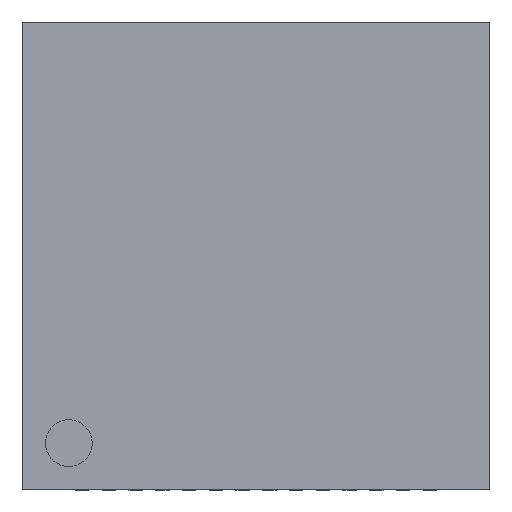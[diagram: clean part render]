
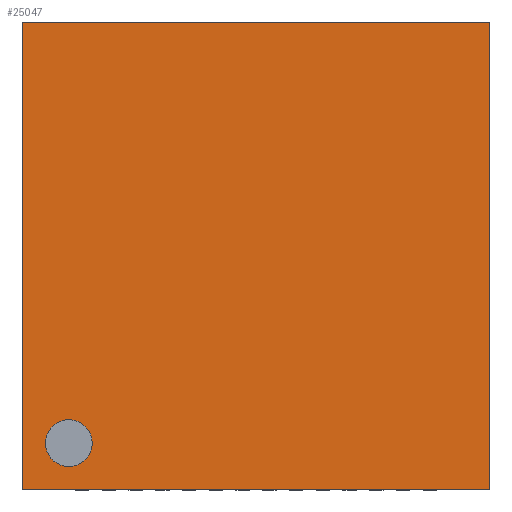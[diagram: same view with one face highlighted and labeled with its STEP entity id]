
A CAD part, top view. The second image highlights one B-rep face of the part: STEP entity #25047.
In plain terms, the highlighted planar face has unit normal (0, 0, 1).
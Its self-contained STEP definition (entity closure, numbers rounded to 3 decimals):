
#372 = AXIS2_PLACEMENT_3D ( 'NONE', #36147, #29276, #1073 ) ;
#1073 = DIRECTION ( 'NONE',  ( 0., 1., 0. ) ) ;
#1509 = CARTESIAN_POINT ( 'NONE',  ( -3.5, -3.5, 0.85 ) ) ;
#1519 = CARTESIAN_POINT ( 'NONE',  ( 3.5, 3.5, 0.85 ) ) ;
#2006 = VERTEX_POINT ( 'NONE', #22403 ) ;
#2394 = ORIENTED_EDGE ( 'NONE', *, *, #9607, .T. ) ;
#2690 = EDGE_LOOP ( 'NONE', ( #13547, #2394, #27491, #14655 ) ) ;
#3349 = EDGE_CURVE ( 'NONE', #23519, #37218, #15700, .T. ) ;
#3615 = FACE_OUTER_BOUND ( 'NONE', #2690, .T. ) ;
#4318 = VERTEX_POINT ( 'NONE', #23168 ) ;
#4870 = EDGE_CURVE ( 'NONE', #37218, #2006, #13924, .T. ) ;
#6007 = LINE ( 'NONE', #9311, #15970 ) ;
#6835 = CIRCLE ( 'NONE', #7485, 0.35 ) ;
#6907 = DIRECTION ( 'NONE',  ( -1., 0., 0. ) ) ;
#6991 = DIRECTION ( 'NONE',  ( 0., 1., 0. ) ) ;
#7485 = AXIS2_PLACEMENT_3D ( 'NONE', #36200, #16489, #6991 ) ;
#7721 = VECTOR ( 'NONE', #24357, 1000. ) ;
#9311 = CARTESIAN_POINT ( 'NONE',  ( -3.5, -3.5, 0.85 ) ) ;
#9607 = EDGE_CURVE ( 'NONE', #2006, #27704, #6007, .T. ) ;
#10773 = CARTESIAN_POINT ( 'NONE',  ( -2.8, -3.15, 0.85 ) ) ;
#13547 = ORIENTED_EDGE ( 'NONE', *, *, #4870, .T. ) ;
#13924 = LINE ( 'NONE', #20380, #15445 ) ;
#14655 = ORIENTED_EDGE ( 'NONE', *, *, #3349, .T. ) ;
#15445 = VECTOR ( 'NONE', #6907, 1000. ) ;
#15700 = LINE ( 'NONE', #31255, #39202 ) ;
#15970 = VECTOR ( 'NONE', #31490, 1000. ) ;
#16012 = CARTESIAN_POINT ( 'NONE',  ( 3.5, -3.5, 0.85 ) ) ;
#16489 = DIRECTION ( 'NONE',  ( 0., 0., 1. ) ) ;
#20312 = CIRCLE ( 'NONE', #372, 0.35 ) ;
#20380 = CARTESIAN_POINT ( 'NONE',  ( -3.5, 3.5, 0.85 ) ) ;
#22403 = CARTESIAN_POINT ( 'NONE',  ( -3.5, 3.5, 0.85 ) ) ;
#22619 = EDGE_LOOP ( 'NONE', ( #29313, #34815 ) ) ;
#23168 = CARTESIAN_POINT ( 'NONE',  ( -2.8, -2.45, 0.85 ) ) ;
#23519 = VERTEX_POINT ( 'NONE', #16012 ) ;
#24357 = DIRECTION ( 'NONE',  ( 1., 0., 0. ) ) ;
#25047 = ADVANCED_FACE ( 'NONE', ( #38465, #3615 ), #26220, .T. ) ;
#25461 = EDGE_CURVE ( 'NONE', #33649, #4318, #6835, .T. ) ;
#26220 = PLANE ( 'NONE',  #31884 ) ;
#26618 = DIRECTION ( 'NONE',  ( 0., 0., 1. ) ) ;
#27045 = LINE ( 'NONE', #1509, #7721 ) ;
#27491 = ORIENTED_EDGE ( 'NONE', *, *, #30547, .T. ) ;
#27704 = VERTEX_POINT ( 'NONE', #40452 ) ;
#27750 = DIRECTION ( 'NONE',  ( 0., 1., 0. ) ) ;
#29276 = DIRECTION ( 'NONE',  ( 0., 0., 1. ) ) ;
#29313 = ORIENTED_EDGE ( 'NONE', *, *, #38670, .F. ) ;
#30547 = EDGE_CURVE ( 'NONE', #27704, #23519, #27045, .T. ) ;
#31255 = CARTESIAN_POINT ( 'NONE',  ( 3.5, -3.5, 0.85 ) ) ;
#31490 = DIRECTION ( 'NONE',  ( 0., -1., 0. ) ) ;
#31884 = AXIS2_PLACEMENT_3D ( 'NONE', #39901, #26618, #33487 ) ;
#33487 = DIRECTION ( 'NONE',  ( 1., 0., 0. ) ) ;
#33649 = VERTEX_POINT ( 'NONE', #10773 ) ;
#34815 = ORIENTED_EDGE ( 'NONE', *, *, #25461, .F. ) ;
#36147 = CARTESIAN_POINT ( 'NONE',  ( -2.8, -2.8, 0.85 ) ) ;
#36200 = CARTESIAN_POINT ( 'NONE',  ( -2.8, -2.8, 0.85 ) ) ;
#37218 = VERTEX_POINT ( 'NONE', #1519 ) ;
#38465 = FACE_BOUND ( 'NONE', #22619, .T. ) ;
#38670 = EDGE_CURVE ( 'NONE', #4318, #33649, #20312, .T. ) ;
#39202 = VECTOR ( 'NONE', #27750, 1000. ) ;
#39901 = CARTESIAN_POINT ( 'NONE',  ( 0., 0., 0.85 ) ) ;
#40452 = CARTESIAN_POINT ( 'NONE',  ( -3.5, -3.5, 0.85 ) ) ;
